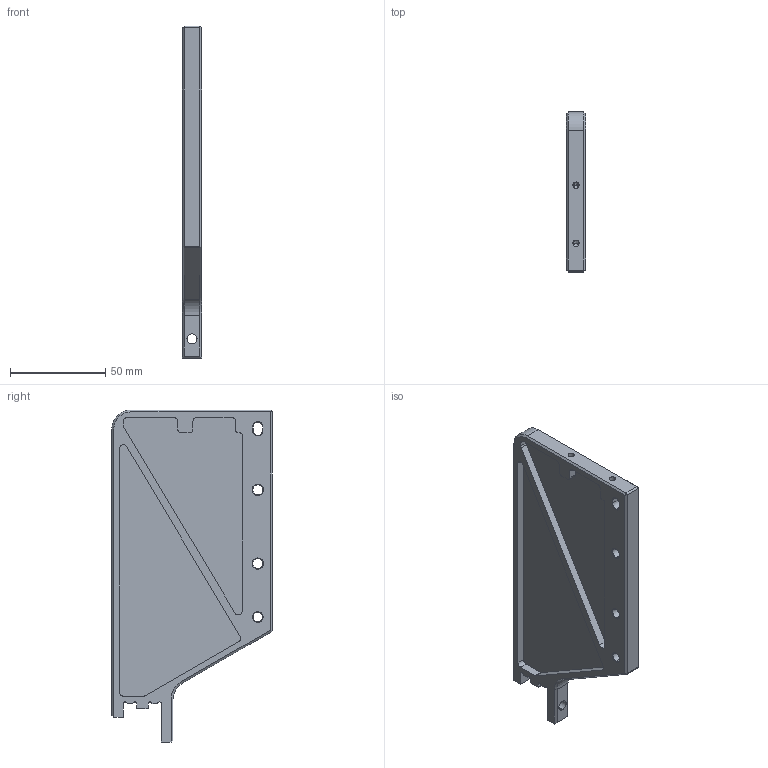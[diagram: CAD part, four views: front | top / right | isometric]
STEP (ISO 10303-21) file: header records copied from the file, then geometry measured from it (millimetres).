
FILE_DESCRIPTION (( 'STEP AP214' ), '1' );
FILE_NAME ('Yamaha_CL_Feeder_SideBracket.STEP', '2024-01-16T08:52:42', ( '' ), ( '' ), 'SwSTEP 2.0', 'SolidWorks 2023', '' );
FILE_SCHEMA (( 'AUTOMOTIVE_DESIGN' ));
Length unit declared in the file: millimetre
Products named in the file (1): Yamaha_CL_Feeder_SideBracket
Bounding box: 10 x 84 x 174 mm (x, y, z)
Volume: 53379.1 mm3; surface area: 34180.9 mm2
Topology: 1 solids, 1 shells, 151 faces, 390 edges, 239 vertices
Faces by surface type: plane 65, cylinder 56, cone 30
Entity records: 4602 total; most frequent: DIRECTION 821, CARTESIAN_POINT 773, ORIENTED_EDGE 764, EDGE_CURVE 382, AXIS2_PLACEMENT_3D 287, VECTOR 247, LINE 247, VERTEX_POINT 239
